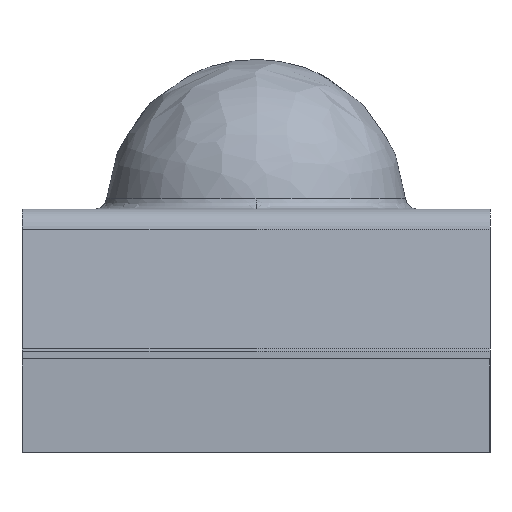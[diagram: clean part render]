
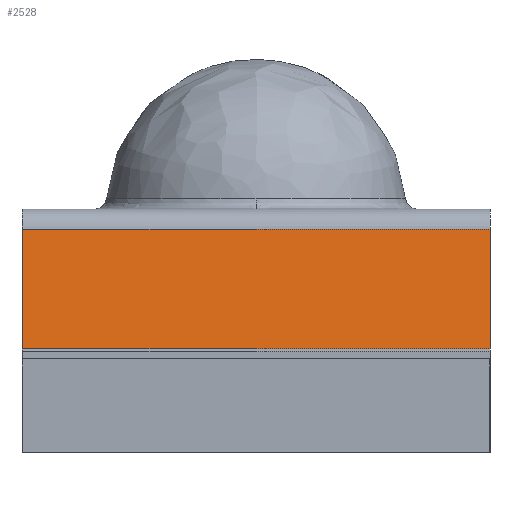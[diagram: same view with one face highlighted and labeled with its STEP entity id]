
A CAD part, left-side view. The second image highlights one B-rep face of the part: STEP entity #2528.
In plain terms, the highlighted planar face has unit normal (-0.995, 0, 0.1).
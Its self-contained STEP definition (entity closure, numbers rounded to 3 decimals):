
#115 = PLANE ( 'NONE',  #1014 ) ;
#123 = CARTESIAN_POINT ( 'NONE',  ( 302.219, 114.997, 0.277 ) ) ;
#153 = EDGE_CURVE ( 'NONE', #978, #3044, #905, .T. ) ;
#302 = VECTOR ( 'NONE', #1590, 1000. ) ;
#355 = CARTESIAN_POINT ( 'NONE',  ( 302.25, 114.997, 0.596 ) ) ;
#432 = DIRECTION ( 'NONE',  ( 0., -1., 0. ) ) ;
#451 = VERTEX_POINT ( 'NONE', #123 ) ;
#505 = CARTESIAN_POINT ( 'NONE',  ( 302.219, 114.997, 0.277 ) ) ;
#544 = LINE ( 'NONE', #980, #2318 ) ;
#620 = DIRECTION ( 'NONE',  ( -0.995, 0., 0.1 ) ) ;
#839 = CARTESIAN_POINT ( 'NONE',  ( 302.25, 113.747, 0.596 ) ) ;
#905 = LINE ( 'NONE', #839, #976 ) ;
#929 = CARTESIAN_POINT ( 'NONE',  ( 302.25, 114.997, 0.596 ) ) ;
#954 = DIRECTION ( 'NONE',  ( 0., 1., 0. ) ) ;
#976 = VECTOR ( 'NONE', #2278, 1000. ) ;
#978 = VERTEX_POINT ( 'NONE', #2942 ) ;
#980 = CARTESIAN_POINT ( 'NONE',  ( 302.25, 114.997, 0.596 ) ) ;
#995 = VECTOR ( 'NONE', #432, 1000. ) ;
#1014 = AXIS2_PLACEMENT_3D ( 'NONE', #355, #620, #2297 ) ;
#1077 = LINE ( 'NONE', #505, #995 ) ;
#1254 = CARTESIAN_POINT ( 'NONE',  ( 302.219, 114.997, 0.277 ) ) ;
#1590 = DIRECTION ( 'NONE',  ( 0.1, 0., 0.995 ) ) ;
#1612 = ORIENTED_EDGE ( 'NONE', *, *, #1802, .F. ) ;
#1802 = EDGE_CURVE ( 'NONE', #451, #2088, #2175, .T. ) ;
#2088 = VERTEX_POINT ( 'NONE', #929 ) ;
#2090 = EDGE_CURVE ( 'NONE', #978, #2088, #544, .T. ) ;
#2175 = LINE ( 'NONE', #1254, #302 ) ;
#2241 = FACE_OUTER_BOUND ( 'NONE', #2266, .T. ) ;
#2266 = EDGE_LOOP ( 'NONE', ( #1612, #2352, #2713, #2454 ) ) ;
#2278 = DIRECTION ( 'NONE',  ( -0.1, 0., -0.995 ) ) ;
#2297 = DIRECTION ( 'NONE',  ( 0.1, 0., 0.995 ) ) ;
#2318 = VECTOR ( 'NONE', #954, 1000. ) ;
#2325 = EDGE_CURVE ( 'NONE', #451, #3044, #1077, .T. ) ;
#2352 = ORIENTED_EDGE ( 'NONE', *, *, #2325, .T. ) ;
#2415 = CARTESIAN_POINT ( 'NONE',  ( 302.219, 113.747, 0.277 ) ) ;
#2454 = ORIENTED_EDGE ( 'NONE', *, *, #2090, .T. ) ;
#2528 = ADVANCED_FACE ( 'NONE', ( #2241 ), #115, .T. ) ;
#2713 = ORIENTED_EDGE ( 'NONE', *, *, #153, .F. ) ;
#2942 = CARTESIAN_POINT ( 'NONE',  ( 302.25, 113.747, 0.596 ) ) ;
#3044 = VERTEX_POINT ( 'NONE', #2415 ) ;
